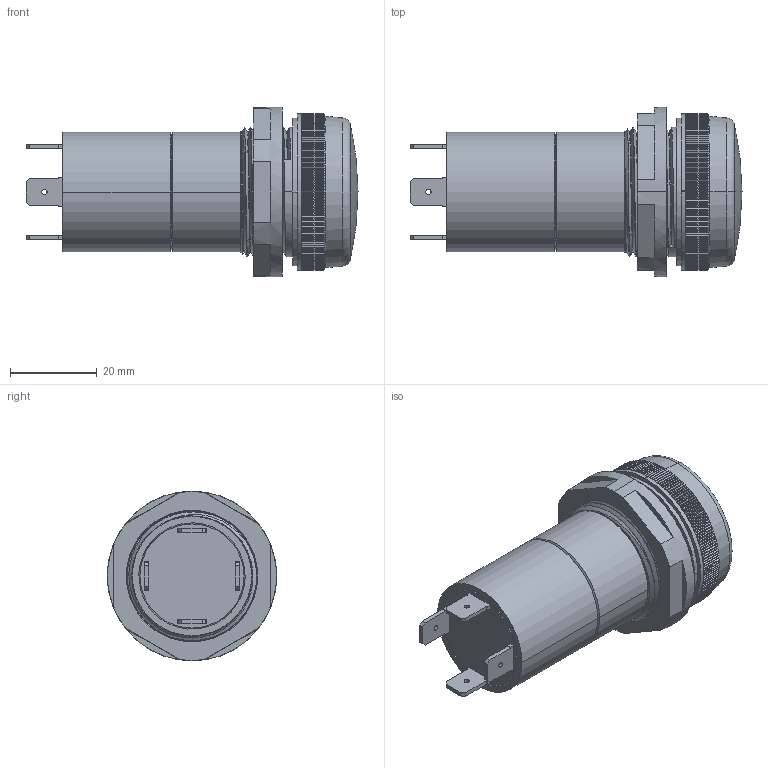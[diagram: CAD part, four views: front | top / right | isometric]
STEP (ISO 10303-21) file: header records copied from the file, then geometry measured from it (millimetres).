
FILE_DESCRIPTION(('STEP AP242'),'1');
FILE_NAME('xb5ev57k4.stp','2023-03-08T08:35:38',('TraceParts'),('TraceParts S.A.'),'Spatial InterOp 3D',' ',' ');
FILE_SCHEMA(('AP242_MANAGED_MODEL_BASED_3D_ENGINEERING_MIM_LF {1 0 10303 442 1 1 4}'));
Length unit declared in the file: millimetre
Products named in the file (1): xb5ev57k4_1
Bounding box: 76.5 x 39.09 x 39.09 mm (x, y, z)
Volume: 19908.8 mm3; surface area: 22349.3 mm2
Topology: 8 solids, 8 shells, 752 faces, 2156 edges, 1424 vertices
Faces by surface type: plane 635, cylinder 58, cone 28, bspline 17, sphere 10, torus 4
Entity records: 31668 total; most frequent: CARTESIAN_POINT 12433, ORIENTED_EDGE 4300, DIRECTION 3675, EDGE_CURVE 2150, VERTEX_POINT 1424, AXIS2_PLACEMENT_3D 1250, LINE 1175, VECTOR 1175
